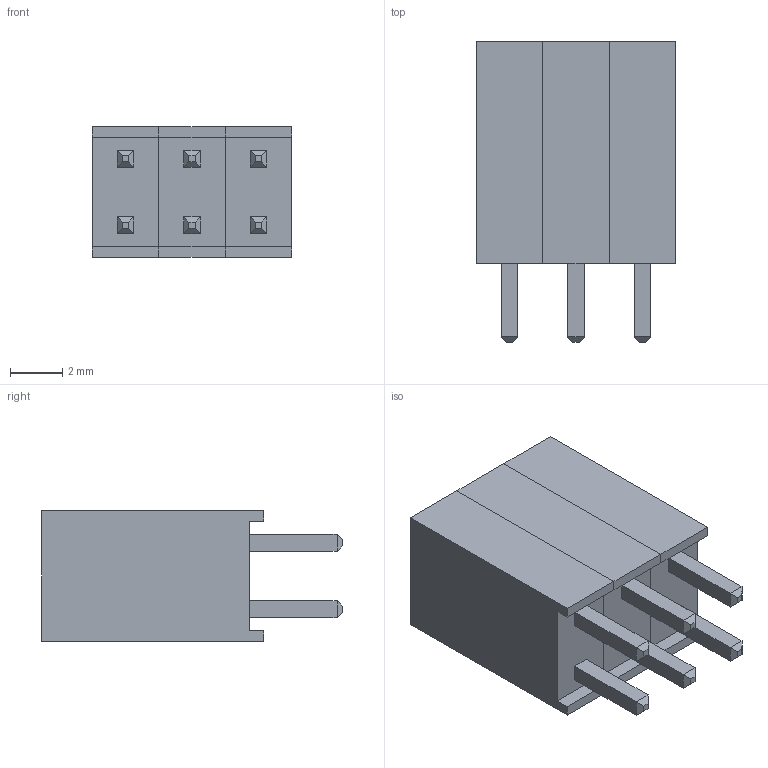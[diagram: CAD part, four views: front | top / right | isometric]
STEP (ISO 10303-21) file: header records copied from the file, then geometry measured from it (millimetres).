
FILE_DESCRIPTION (( 'STEP AP214' ), '1' );
FILE_NAME ('DS-1023-06.STEP', '2019-07-10T22:26:05', ( '' ), ( '' ), 'SwSTEP 2.0', 'SolidWorks 2018', '' );
FILE_SCHEMA (( 'AUTOMOTIVE_DESIGN' ));
Length unit declared in the file: millimetre
Products named in the file (1): DS-1023-06
Bounding box: 7.62 x 11.5 x 5 mm (x, y, z)
Volume: 301.5 mm3; surface area: 562.2 mm2
Topology: 3 solids, 3 shells, 138 faces, 312 edges, 192 vertices
Faces by surface type: plane 138
Entity records: 5282 total; most frequent: CARTESIAN_POINT 643, ORIENTED_EDGE 624, DIRECTION 590, VECTOR 312, EDGE_CURVE 312, LINE 312, VERTEX_POINT 192, EDGE_LOOP 150
